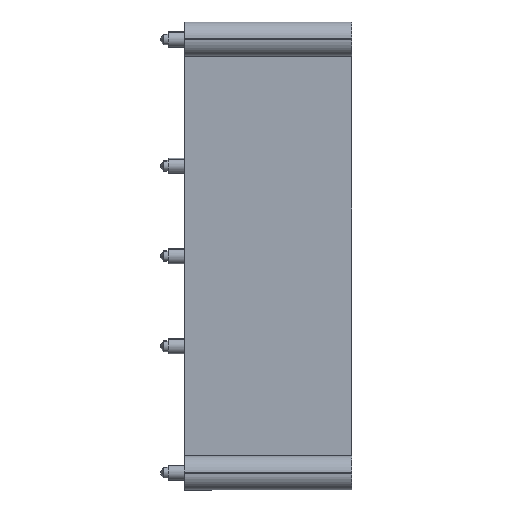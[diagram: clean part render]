
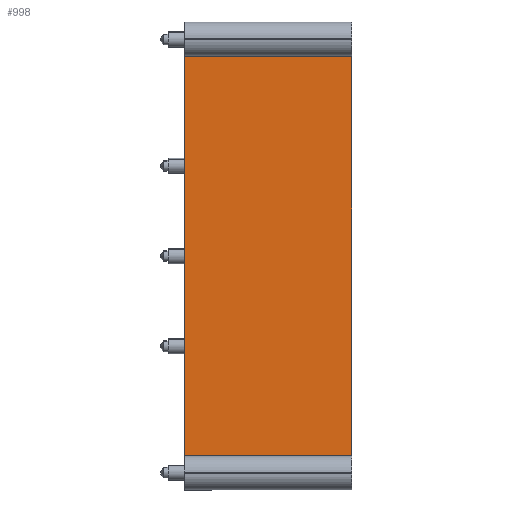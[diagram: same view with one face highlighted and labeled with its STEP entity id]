
A CAD part, top view. The second image highlights one B-rep face of the part: STEP entity #998.
In plain terms, the highlighted planar face has unit normal (0, 0, 1).
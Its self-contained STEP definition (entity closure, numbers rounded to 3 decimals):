
#985=AXIS2_PLACEMENT_3D('Plane Axis2P3D',#982,#983,#984) ;
#106=CARTESIAN_POINT('Vertex',(3.644,4.,10.75)) ;
#109=CARTESIAN_POINT('Line Origine',(3.644,35.,10.75)) ;
#113=CARTESIAN_POINT('Vertex',(3.644,66.,10.75)) ;
#590=CARTESIAN_POINT('Vertex',(28.644,66.,10.75)) ;
#593=CARTESIAN_POINT('Line Origine',(28.644,35.,10.75)) ;
#597=CARTESIAN_POINT('Vertex',(28.644,4.,10.75)) ;
#969=CARTESIAN_POINT('Line Origine',(16.144,4.,10.75)) ;
#982=CARTESIAN_POINT('Axis2P3D Location',(8.644,4.,10.75)) ;
#987=CARTESIAN_POINT('Line Origine',(16.144,66.,10.75)) ;
#110=DIRECTION('Vector Direction',(0.,1.,0.)) ;
#594=DIRECTION('Vector Direction',(0.,1.,0.)) ;
#970=DIRECTION('Vector Direction',(-1.,0.,0.)) ;
#983=DIRECTION('Axis2P3D Direction',(0.,0.,1.)) ;
#984=DIRECTION('Axis2P3D XDirection',(0.,1.,0.)) ;
#988=DIRECTION('Vector Direction',(-1.,0.,0.)) ;
#111=VECTOR('Line Direction',#110,1.) ;
#595=VECTOR('Line Direction',#594,1.) ;
#971=VECTOR('Line Direction',#970,1.) ;
#989=VECTOR('Line Direction',#988,1.) ;
#993=ORIENTED_EDGE('',*,*,#115,.T.) ;
#994=ORIENTED_EDGE('',*,*,#973,.F.) ;
#995=ORIENTED_EDGE('',*,*,#599,.F.) ;
#996=ORIENTED_EDGE('',*,*,#991,.T.) ;
#998=ADVANCED_FACE('ZWISCHENSTUECK',(#997),#986,.T.) ;
#115=EDGE_CURVE('',#114,#107,#112,.F.) ;
#599=EDGE_CURVE('',#591,#598,#596,.F.) ;
#973=EDGE_CURVE('',#598,#107,#972,.T.) ;
#991=EDGE_CURVE('',#591,#114,#990,.T.) ;
#992=EDGE_LOOP('',(#993,#994,#995,#996)) ;
#997=FACE_OUTER_BOUND('',#992,.T.) ;
#112=LINE('Line',#109,#111) ;
#596=LINE('Line',#593,#595) ;
#972=LINE('Line',#969,#971) ;
#990=LINE('Line',#987,#989) ;
#986=PLANE('',#985) ;
#107=VERTEX_POINT('',#106) ;
#114=VERTEX_POINT('',#113) ;
#591=VERTEX_POINT('',#590) ;
#598=VERTEX_POINT('',#597) ;
